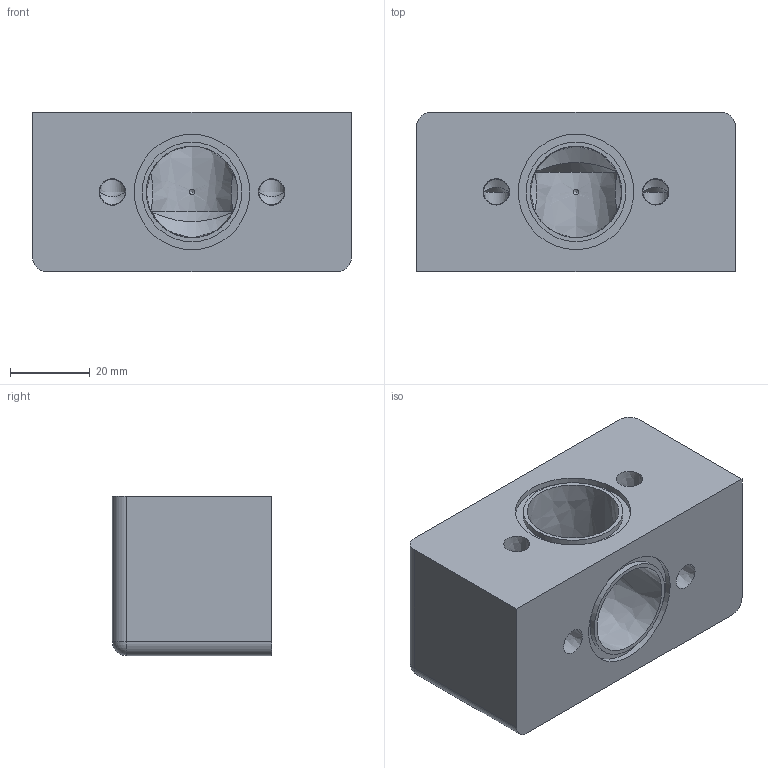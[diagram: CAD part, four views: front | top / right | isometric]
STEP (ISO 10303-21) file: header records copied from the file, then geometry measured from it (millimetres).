
FILE_DESCRIPTION((''),'2;1');
FILE_NAME('SD0142N.stp','2009-08-10T15:15:08',('teddy iii'),(''),'Autodesk Inventor 11','Autodesk Inventor 11','');
FILE_SCHEMA(('AUTOMOTIVE_DESIGN { 1 0 10303 214 1 1 1 1 }'));
Length unit declared in the file: millimetre
Products named in the file (1): SD0142N
Bounding box: 80 x 40 x 40 mm (x, y, z)
Volume: 107830 mm3; surface area: 19642.1 mm2
Topology: 1 solids, 1 shells, 43 faces, 86 edges, 47 vertices
Faces by surface type: bspline 22, plane 10, cylinder 9, sphere 2
Full cylindrical faces by diameter (mm): 25 x2, 29 x2
Entity records: 1523 total; most frequent: CARTESIAN_POINT 753, DIRECTION 147, ORIENTED_EDGE 138, EDGE_CURVE 69, AXIS2_PLACEMENT_3D 65, EDGE_LOOP 65, VERTEX_POINT 44, FACE_OUTER_BOUND 43
